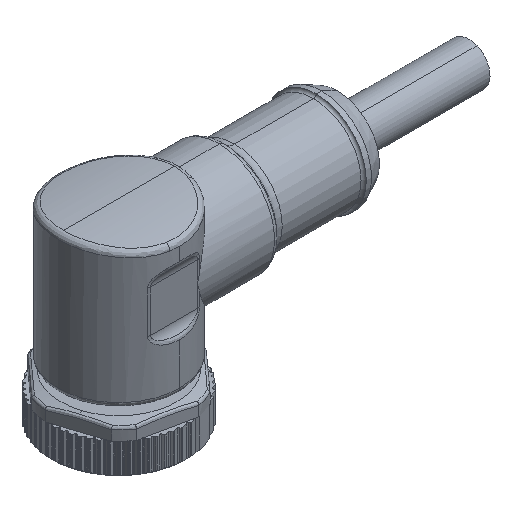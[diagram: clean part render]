
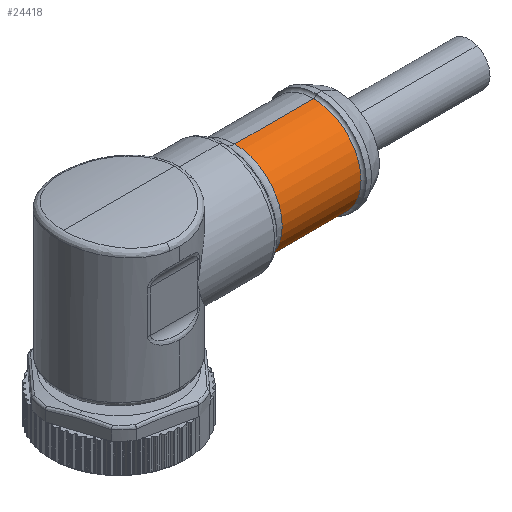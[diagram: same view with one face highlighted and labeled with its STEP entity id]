
A CAD part, isometric view. The second image highlights one B-rep face of the part: STEP entity #24418.
In plain terms, the highlighted cylindrical face has radius 9 mm (diameter 18 mm), a partial arc.
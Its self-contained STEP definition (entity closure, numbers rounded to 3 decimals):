
#24184=AXIS2_PLACEMENT_3D('Circle Axis2P3D',#24182,#24183,$) ;
#24378=AXIS2_PLACEMENT_3D('Cylinder Axis2P3D',#24375,#24376,#24377) ;
#24409=AXIS2_PLACEMENT_3D('Circle Axis2P3D',#24407,#24408,$) ;
#24154=CARTESIAN_POINT('Vertex',(35.023,12.977,20.)) ;
#24156=CARTESIAN_POINT('Vertex',(35.023,12.977,38.)) ;
#24182=CARTESIAN_POINT('Axis2P3D Location',(35.023,12.977,29.)) ;
#24375=CARTESIAN_POINT('Axis2P3D Location',(41.487,12.977,29.)) ;
#24380=CARTESIAN_POINT('Line Origine',(41.487,12.977,38.)) ;
#24384=CARTESIAN_POINT('Vertex',(49.987,12.977,38.)) ;
#24391=CARTESIAN_POINT('Vertex',(49.987,12.977,20.)) ;
#24394=CARTESIAN_POINT('Line Origine',(41.487,12.977,20.)) ;
#24407=CARTESIAN_POINT('Axis2P3D Location',(49.987,12.977,29.)) ;
#24183=DIRECTION('Axis2P3D Direction',(1.,0.,0.)) ;
#24376=DIRECTION('Axis2P3D Direction',(-1.,0.,0.)) ;
#24377=DIRECTION('Axis2P3D XDirection',(0.,0.,-1.)) ;
#24381=DIRECTION('Vector Direction',(-1.,0.,0.)) ;
#24395=DIRECTION('Vector Direction',(-1.,0.,0.)) ;
#24408=DIRECTION('Axis2P3D Direction',(-1.,0.,0.)) ;
#24382=VECTOR('Line Direction',#24381,1.) ;
#24396=VECTOR('Line Direction',#24395,1.) ;
#24413=ORIENTED_EDGE('',*,*,#24398,.T.) ;
#24414=ORIENTED_EDGE('',*,*,#24411,.T.) ;
#24415=ORIENTED_EDGE('',*,*,#24386,.T.) ;
#24416=ORIENTED_EDGE('',*,*,#24186,.T.) ;
#24418=ADVANCED_FACE('Hauptk\X2\00F6\X0\rper',(#24417),#24379,.T.) ;
#24185=CIRCLE('generated circle',#24184,9.) ;
#24410=CIRCLE('generated circle',#24409,9.) ;
#24379=CYLINDRICAL_SURFACE('generated cylinder',#24378,9.) ;
#24186=EDGE_CURVE('',#24157,#24155,#24185,.T.) ;
#24386=EDGE_CURVE('',#24385,#24157,#24383,.T.) ;
#24398=EDGE_CURVE('',#24155,#24392,#24397,.F.) ;
#24411=EDGE_CURVE('',#24392,#24385,#24410,.T.) ;
#24412=EDGE_LOOP('',(#24413,#24414,#24415,#24416)) ;
#24417=FACE_OUTER_BOUND('',#24412,.T.) ;
#24383=LINE('Line',#24380,#24382) ;
#24397=LINE('Line',#24394,#24396) ;
#24155=VERTEX_POINT('',#24154) ;
#24157=VERTEX_POINT('',#24156) ;
#24385=VERTEX_POINT('',#24384) ;
#24392=VERTEX_POINT('',#24391) ;
